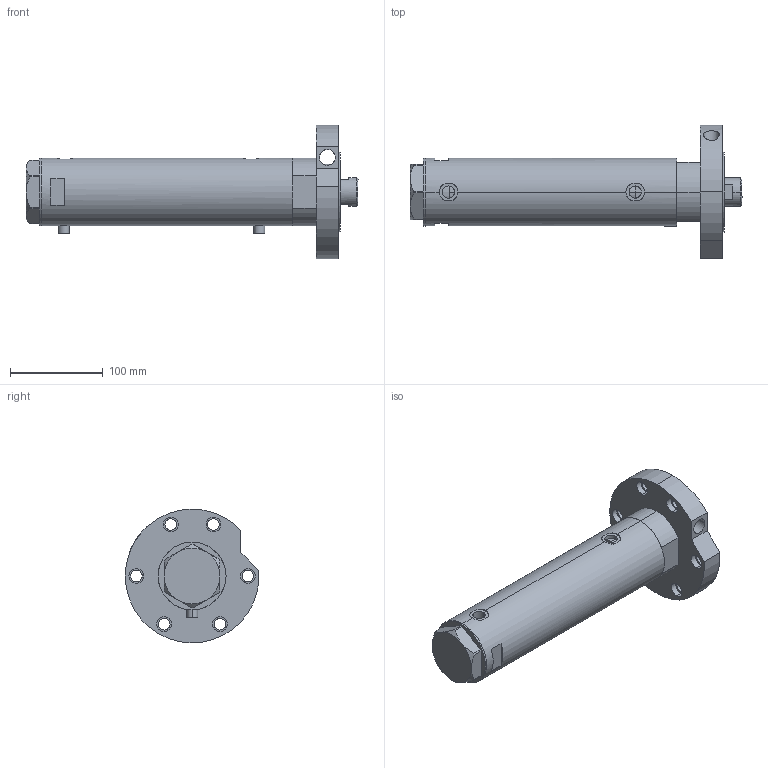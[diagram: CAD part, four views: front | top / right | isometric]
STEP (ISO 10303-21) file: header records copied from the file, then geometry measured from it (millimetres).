
FILE_DESCRIPTION (( 'STEP AP203' ), '1' );
FILE_NAME ('b81f.STEP', '2025-02-19T16:55:32', ( '' ), ( '' ), 'SwSTEP 2.0', 'SolidWorks 2019', '' );
FILE_SCHEMA (( 'CONFIG_CONTROL_DESIGN' ));
Length unit declared in the file: millimetre
Products named in the file (6): V270CG_RF211E c0e399faf59024895100658108d0bd1a; V270CG_MIDDLE c0e399faf59024895100658108d0bd1a; b81f; V270CG_VC c0e399faf59024895100658108d0bd1a; V270CG_BACK c0e399faf59024895100658108d0bd1a; V270CG_FRONT c0e399faf59024895100658108d0bd1a
Assembly tree (5 placements, depth 2):
  b81f
    V270CG_MIDDLE c0e399faf59024895100658108d0bd1a
    V270CG_BACK c0e399faf59024895100658108d0bd1a
    V270CG_FRONT c0e399faf59024895100658108d0bd1a
    V270CG_VC c0e399faf59024895100658108d0bd1a
    V270CG_RF211E c0e399faf59024895100658108d0bd1a
Bounding box: 357.5 x 143.75 x 144 mm (x, y, z)
Volume: 1520828.2 mm3; surface area: 251145.8 mm2
Topology: 5 solids, 5 shells, 164 faces, 385 edges, 243 vertices
Faces by surface type: cylinder 84, plane 60, cone 16, torus 4
Entity records: 6103 total; most frequent: CARTESIAN_POINT 1586, DIRECTION 869, ORIENTED_EDGE 766, EDGE_CURVE 383, AXIS2_PLACEMENT_3D 356, VERTEX_POINT 243, EDGE_LOOP 204, CIRCLE 184
